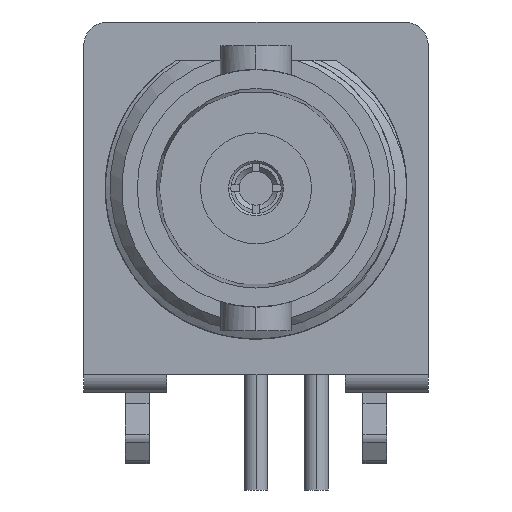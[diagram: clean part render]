
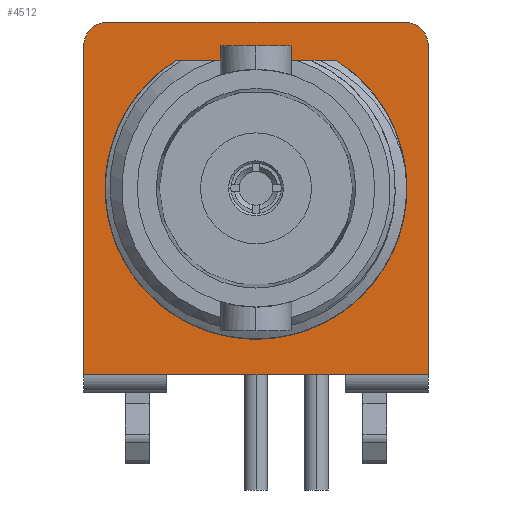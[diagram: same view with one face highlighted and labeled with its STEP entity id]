
A CAD part, left-side view. The second image highlights one B-rep face of the part: STEP entity #4512.
In plain terms, the highlighted planar face has unit normal (-1, 0, 0).
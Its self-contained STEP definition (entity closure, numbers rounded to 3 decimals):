
#1=CARTESIAN_POINT('',(0.,6.25,6.94));
#2=DIRECTION('',(-1.,0.,0.));
#3=DIRECTION('',(0.,0.,1.));
#4=AXIS2_PLACEMENT_3D('',#1,#2,#3);
#6=DIRECTION('',(0.,-1.,0.));
#7=VECTOR('',#6,12.5);
#8=CARTESIAN_POINT('',(0.,6.25,7.94));
#9=LINE('',#8,#7);
#10=CARTESIAN_POINT('',(0.,-6.25,6.94));
#11=DIRECTION('',(-1.,0.,0.));
#12=DIRECTION('',(0.,-1.,0.));
#13=AXIS2_PLACEMENT_3D('',#10,#11,#12);
#15=DIRECTION('',(0.,0.,-1.));
#16=VECTOR('',#15,13.85);
#17=CARTESIAN_POINT('',(0.,-7.25,6.94));
#18=LINE('',#17,#16);
#19=DIRECTION('',(0.,1.,0.));
#20=VECTOR('',#19,14.5);
#21=CARTESIAN_POINT('',(0.,-7.25,-6.91));
#22=LINE('',#21,#20);
#23=DIRECTION('',(0.,0.,1.));
#24=VECTOR('',#23,13.85);
#25=CARTESIAN_POINT('',(0.,7.25,-6.91));
#26=LINE('',#25,#24);
#27=DIRECTION('',(0.,-1.,0.));
#28=VECTOR('',#27,6.711);
#29=CARTESIAN_POINT('',(0.,3.356,6.331));
#30=LINE('',#29,#28);
#1235=CARTESIAN_POINT('',(0.,0.,0.94));
#1236=DIRECTION('',(1.,0.,0.));
#1237=DIRECTION('',(0.,-0.528,0.849));
#1238=AXIS2_PLACEMENT_3D('',#1235,#1236,#1237);
#3966=CARTESIAN_POINT('',(0.,7.25,-6.91));
#3967=VERTEX_POINT('',#3966);
#3988=CARTESIAN_POINT('',(0.,-7.25,-6.91));
#3989=VERTEX_POINT('',#3988);
#4055=CARTESIAN_POINT('',(0.,3.356,6.331));
#4056=CARTESIAN_POINT('',(0.,-3.356,6.331));
#4057=VERTEX_POINT('',#4055);
#4058=VERTEX_POINT('',#4056);
#4059=CARTESIAN_POINT('',(0.,6.25,7.94));
#4060=CARTESIAN_POINT('',(0.,7.25,6.94));
#4061=VERTEX_POINT('',#4059);
#4062=VERTEX_POINT('',#4060);
#4067=CARTESIAN_POINT('',(0.,-7.25,6.94));
#4068=CARTESIAN_POINT('',(0.,-6.25,7.94));
#4069=VERTEX_POINT('',#4067);
#4070=VERTEX_POINT('',#4068);
#4487=CARTESIAN_POINT('',(0.,0.,0.));
#4488=DIRECTION('',(1.,0.,0.));
#4489=DIRECTION('',(0.,-1.,0.));
#4490=AXIS2_PLACEMENT_3D('',#4487,#4488,#4489);
#4491=PLANE('',#4490);
#4493=ORIENTED_EDGE('',*,*,#4492,.F.);
#4495=ORIENTED_EDGE('',*,*,#4494,.T.);
#4497=ORIENTED_EDGE('',*,*,#4496,.F.);
#4499=ORIENTED_EDGE('',*,*,#4498,.T.);
#4501=ORIENTED_EDGE('',*,*,#4500,.T.);
#4503=ORIENTED_EDGE('',*,*,#4502,.T.);
#4504=EDGE_LOOP('',(#4493,#4495,#4497,#4499,#4501,#4503));
#4505=FACE_OUTER_BOUND('',#4504,.F.);
#4507=ORIENTED_EDGE('',*,*,#4506,.F.);
#4509=ORIENTED_EDGE('',*,*,#4508,.F.);
#4510=EDGE_LOOP('',(#4507,#4509));
#4511=FACE_BOUND('',#4510,.F.);
#4512=ADVANCED_FACE('',(#4505,#4511),#4491,.F.);
#5=CIRCLE('',#4,1.);
#14=CIRCLE('',#13,1.);
#1239=CIRCLE('',#1238,6.35);
#4492=EDGE_CURVE('',#4061,#4062,#5,.T.);
#4494=EDGE_CURVE('',#4061,#4070,#9,.T.);
#4496=EDGE_CURVE('',#4069,#4070,#14,.T.);
#4498=EDGE_CURVE('',#4069,#3989,#18,.T.);
#4500=EDGE_CURVE('',#3989,#3967,#22,.T.);
#4502=EDGE_CURVE('',#3967,#4062,#26,.T.);
#4506=EDGE_CURVE('',#4058,#4057,#1239,.T.);
#4508=EDGE_CURVE('',#4057,#4058,#30,.T.);
